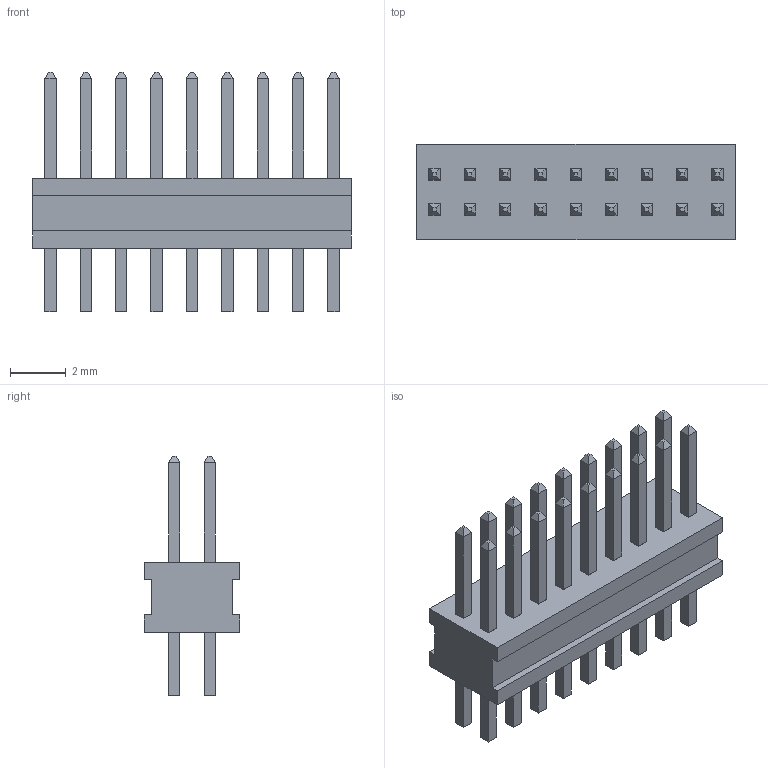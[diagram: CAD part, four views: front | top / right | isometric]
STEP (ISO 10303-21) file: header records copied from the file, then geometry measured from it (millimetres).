
FILE_DESCRIPTION(('FreeCAD Model'),'2;1');
FILE_NAME('Open CASCADE Shape Model','2025-01-15T15:24:39',(''),(''), 'Open CASCADE STEP processor 7.8','FreeCAD','Unknown');
FILE_SCHEMA(('AUTOMOTIVE_DESIGN { 1 0 10303 214 1 1 1 1 }'));
Length unit declared in the file: millimetre
Products named in the file (4): FTSH-109-04-L-D; FTSH-109-04-L-D_body; FTSH-109-04-L-D_pins1; FTSH-109-04-L-D_pins2
Assembly tree (3 placements, depth 2):
  FTSH-109-04-L-D
    FTSH-109-04-L-D_body
    FTSH-109-04-L-D_pins1
    FTSH-109-04-L-D_pins2
Bounding box: 11.43 x 3.43 x 8.61 mm (x, y, z)
Volume: 111.8 mm3; surface area: 489.1 mm2
Topology: 3 solids, 3 shells, 340 faces, 930 edges, 596 vertices
Faces by surface type: plane 340
Entity records: 10603 total; most frequent: CARTESIAN_POINT 1870, ORIENTED_EDGE 1860, DIRECTION 1618, EDGE_CURVE 930, LINE 930, VECTOR 930, VERTEX_POINT 596, FACE_BOUND 376
